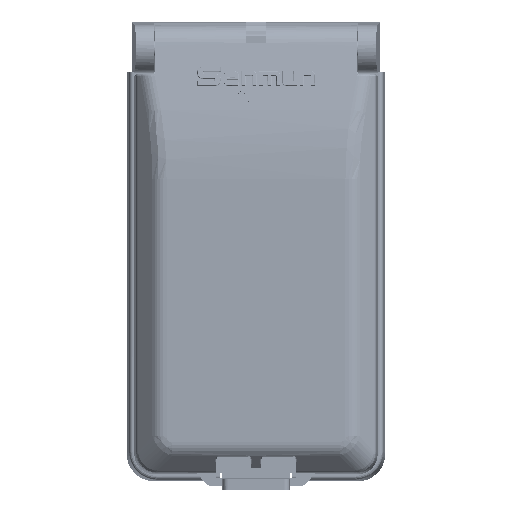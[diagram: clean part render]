
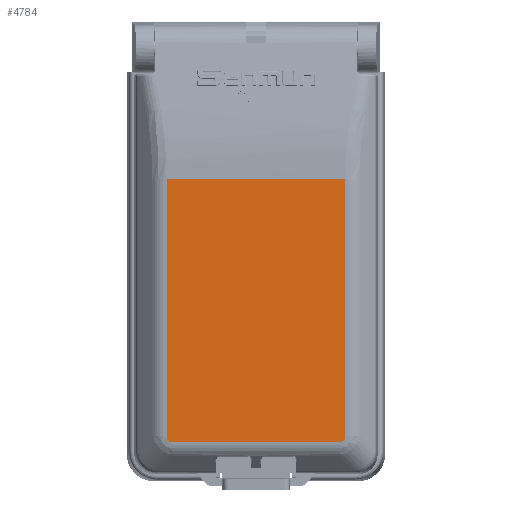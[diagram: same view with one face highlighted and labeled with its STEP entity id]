
A CAD part, top view. The second image highlights one B-rep face of the part: STEP entity #4784.
In plain terms, the highlighted planar face has unit normal (0, 0, 1).
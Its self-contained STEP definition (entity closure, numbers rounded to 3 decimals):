
#486=ELLIPSE('',#28101,3.637,2.1);
#487=ELLIPSE('',#28102,3.637,2.1);
#3371=FACE_OUTER_BOUND('',#12797,.T.);
#4784=ADVANCED_FACE('',(#3371),#5803,.F.);
#5803=PLANE('',#28103);
#8482=LINE('',#70127,#10766);
#8483=LINE('',#70129,#10767);
#8484=LINE('',#70131,#10768);
#8485=LINE('',#70135,#10769);
#10766=VECTOR('',#33233,1.);
#10767=VECTOR('',#33234,1.);
#10768=VECTOR('',#33235,1.);
#10769=VECTOR('',#33238,1.);
#12797=EDGE_LOOP('',(#18319,#18320,#18321,#18322,#18323,#18324));
#18319=ORIENTED_EDGE('',*,*,#25264,.T.);
#18320=ORIENTED_EDGE('',*,*,#25265,.T.);
#18321=ORIENTED_EDGE('',*,*,#25266,.T.);
#18322=ORIENTED_EDGE('',*,*,#25267,.T.);
#18323=ORIENTED_EDGE('',*,*,#25268,.T.);
#18324=ORIENTED_EDGE('',*,*,#25269,.T.);
#22135=VERTEX_POINT('',#70125);
#22136=VERTEX_POINT('',#70126);
#22137=VERTEX_POINT('',#70128);
#22138=VERTEX_POINT('',#70130);
#22139=VERTEX_POINT('',#70132);
#22140=VERTEX_POINT('',#70134);
#25264=EDGE_CURVE('',#22135,#22136,#486,.T.);
#25265=EDGE_CURVE('',#22136,#22137,#8482,.T.);
#25266=EDGE_CURVE('',#22137,#22138,#8483,.T.);
#25267=EDGE_CURVE('',#22138,#22139,#8484,.T.);
#25268=EDGE_CURVE('',#22139,#22140,#487,.T.);
#25269=EDGE_CURVE('',#22140,#22135,#8485,.T.);
#28101=AXIS2_PLACEMENT_3D('',#70124,#33231,#33232);
#28102=AXIS2_PLACEMENT_3D('',#70133,#33236,#33237);
#28103=AXIS2_PLACEMENT_3D('',#70136,#33239,#33240);
#33231=DIRECTION('',(0.,0.,1.));
#33232=DIRECTION('',(0.707,-0.707,0.));
#33233=DIRECTION('',(0.,1.,0.));
#33234=DIRECTION('',(-1.,0.,0.));
#33235=DIRECTION('',(0.,-1.,0.));
#33236=DIRECTION('',(0.,0.,1.));
#33237=DIRECTION('',(-0.707,-0.707,0.));
#33238=DIRECTION('',(1.,0.,0.));
#33239=DIRECTION('',(0.,0.,-1.));
#33240=DIRECTION('',(1.,0.,0.));
#70124=CARTESIAN_POINT('',(374.907,-209.489,22.));
#70125=CARTESIAN_POINT('',(376.392,-212.459,22.));
#70126=CARTESIAN_POINT('',(377.877,-210.974,22.));
#70127=CARTESIAN_POINT('',(377.877,0.,22.));
#70128=CARTESIAN_POINT('',(377.877,-146.279,22.));
#70129=CARTESIAN_POINT('',(150.,-146.279,22.));
#70130=CARTESIAN_POINT('',(332.919,-146.279,22.));
#70131=CARTESIAN_POINT('',(332.919,0.,22.));
#70132=CARTESIAN_POINT('',(332.919,-210.974,22.));
#70133=CARTESIAN_POINT('',(335.889,-209.489,22.));
#70134=CARTESIAN_POINT('',(334.404,-212.459,22.));
#70135=CARTESIAN_POINT('',(150.,-212.459,22.));
#70136=CARTESIAN_POINT('',(150.,0.,22.));
